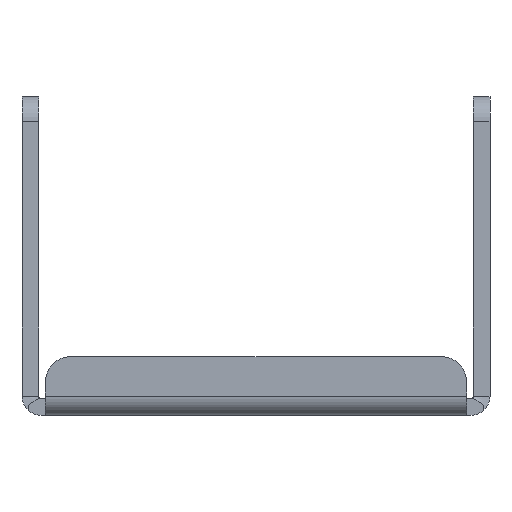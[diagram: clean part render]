
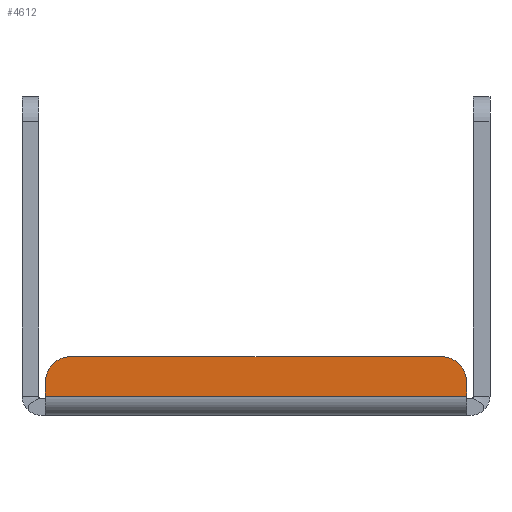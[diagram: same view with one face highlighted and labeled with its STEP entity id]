
A CAD part, left-side view. The second image highlights one B-rep face of the part: STEP entity #4612.
In plain terms, the highlighted planar face has unit normal (-1, 0, 0).
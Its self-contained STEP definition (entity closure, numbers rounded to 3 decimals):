
#1232=DIRECTION('',(0.,1.,0.));
#1233=VECTOR('',#1232,50.2);
#1234=CARTESIAN_POINT('',(-15.,-25.1,0.3));
#1235=LINE('',#1234,#1233);
#1262=DIRECTION('',(0.,0.,1.));
#1263=VECTOR('',#1262,1.7);
#1264=CARTESIAN_POINT('',(-15.,25.1,0.3));
#1265=LINE('',#1264,#1263);
#1266=CARTESIAN_POINT('',(-15.,22.1,2.));
#1267=DIRECTION('',(-1.,0.,0.));
#1268=DIRECTION('',(0.,0.,1.));
#1269=AXIS2_PLACEMENT_3D('',#1266,#1267,#1268);
#1271=DIRECTION('',(0.,-1.,0.));
#1272=VECTOR('',#1271,44.2);
#1273=CARTESIAN_POINT('',(-15.,22.1,5.));
#1274=LINE('',#1273,#1272);
#1275=CARTESIAN_POINT('',(-15.,-22.1,2.));
#1276=DIRECTION('',(-1.,0.,0.));
#1277=DIRECTION('',(0.,-1.,0.));
#1278=AXIS2_PLACEMENT_3D('',#1275,#1276,#1277);
#1280=DIRECTION('',(0.,0.,-1.));
#1281=VECTOR('',#1280,1.7);
#1282=CARTESIAN_POINT('',(-15.,-25.1,2.));
#1283=LINE('',#1282,#1281);
#2546=CARTESIAN_POINT('',(-15.,25.1,0.3));
#2548=VERTEX_POINT('',#2546);
#2550=CARTESIAN_POINT('',(-15.,-25.1,0.3));
#2551=VERTEX_POINT('',#2550);
#2826=CARTESIAN_POINT('',(-15.,25.1,2.));
#2827=VERTEX_POINT('',#2826);
#2828=CARTESIAN_POINT('',(-15.,22.1,5.));
#2829=CARTESIAN_POINT('',(-15.,-22.1,5.));
#2830=VERTEX_POINT('',#2828);
#2831=VERTEX_POINT('',#2829);
#2832=CARTESIAN_POINT('',(-15.,-25.1,2.));
#2833=VERTEX_POINT('',#2832);
#4595=CARTESIAN_POINT('',(-15.,25.6,-2.));
#4596=DIRECTION('',(1.,0.,0.));
#4597=DIRECTION('',(0.,1.,0.));
#4598=AXIS2_PLACEMENT_3D('',#4595,#4596,#4597);
#4599=PLANE('',#4598);
#4600=ORIENTED_EDGE('',*,*,#4585,.T.);
#4602=ORIENTED_EDGE('',*,*,#4601,.F.);
#4604=ORIENTED_EDGE('',*,*,#4603,.T.);
#4606=ORIENTED_EDGE('',*,*,#4605,.F.);
#4608=ORIENTED_EDGE('',*,*,#4607,.T.);
#4609=ORIENTED_EDGE('',*,*,#4558,.T.);
#4610=EDGE_LOOP('',(#4600,#4602,#4604,#4606,#4608,#4609));
#4611=FACE_OUTER_BOUND('',#4610,.F.);
#4612=ADVANCED_FACE('',(#4611),#4599,.F.);
#1270=CIRCLE('',#1269,3.);
#1279=CIRCLE('',#1278,3.);
#4558=EDGE_CURVE('',#2551,#2548,#1235,.T.);
#4585=EDGE_CURVE('',#2548,#2827,#1265,.T.);
#4601=EDGE_CURVE('',#2830,#2827,#1270,.T.);
#4603=EDGE_CURVE('',#2830,#2831,#1274,.T.);
#4605=EDGE_CURVE('',#2833,#2831,#1279,.T.);
#4607=EDGE_CURVE('',#2833,#2551,#1283,.T.);
